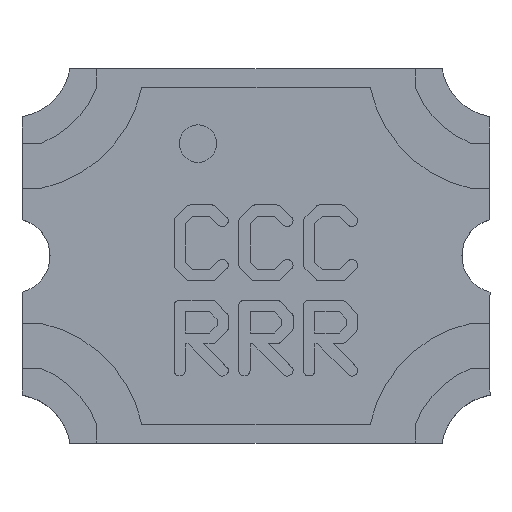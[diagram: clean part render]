
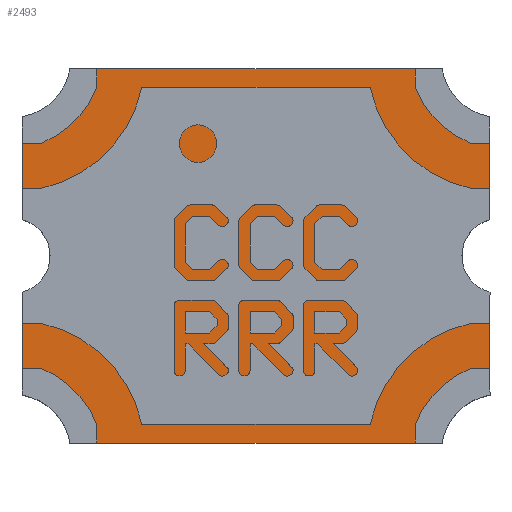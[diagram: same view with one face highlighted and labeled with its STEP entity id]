
A CAD part, top view. The second image highlights one B-rep face of the part: STEP entity #2493.
In plain terms, the highlighted planar face has unit normal (0, 0, 1).
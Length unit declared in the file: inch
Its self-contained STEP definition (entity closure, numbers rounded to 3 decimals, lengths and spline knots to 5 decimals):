
#125 = ORIENTED_EDGE ( 'NONE', *, *, #5003, .F. ) ;
#345 = LINE ( 'NONE', #1741, #3726 ) ;
#486 = AXIS2_PLACEMENT_3D ( 'NONE', #3978, #5518, #3186 ) ;
#565 = DIRECTION ( 'NONE',  ( 1., 0., 0. ) ) ;
#621 = CARTESIAN_POINT ( 'NONE',  ( 0.065, 0.0525, 0.031 ) ) ;
#727 = CARTESIAN_POINT ( 'NONE',  ( -0.0497, -0.05, 0.031 ) ) ;
#747 = EDGE_CURVE ( 'NONE', #6669, #1251, #8553, .T. ) ;
#796 = ORIENTED_EDGE ( 'NONE', *, *, #8973, .F. ) ;
#929 = VERTEX_POINT ( 'NONE', #2425 ) ;
#963 = EDGE_CURVE ( 'NONE', #6226, #4815, #2288, .T. ) ;
#987 = CARTESIAN_POINT ( 'NONE',  ( -0.0625, -0.00968, 0.031 ) ) ;
#1129 = ORIENTED_EDGE ( 'NONE', *, *, #6483, .F. ) ;
#1159 = CARTESIAN_POINT ( 'NONE',  ( 0.0625, 0.0372, 0.031 ) ) ;
#1251 = VERTEX_POINT ( 'NONE', #5603 ) ;
#1348 = PLANE ( 'NONE',  #2442 ) ;
#1356 = DIRECTION ( 'NONE',  ( 0., -1., 0. ) ) ;
#1580 = CARTESIAN_POINT ( 'NONE',  ( 0.055, 0., 0.031 ) ) ;
#1678 = ORIENTED_EDGE ( 'NONE', *, *, #8015, .F. ) ;
#1704 = CIRCLE ( 'NONE', #7528, 0.01 ) ;
#1741 = CARTESIAN_POINT ( 'NONE',  ( 0.0625, -0.0525, 0.031 ) ) ;
#1803 = ORIENTED_EDGE ( 'NONE', *, *, #6979, .F. ) ;
#1923 = CARTESIAN_POINT ( 'NONE',  ( 0.065, 0.05, 0.031 ) ) ;
#1925 = LINE ( 'NONE', #8280, #4066 ) ;
#1931 = CIRCLE ( 'NONE', #7163, 0.0155 ) ;
#2003 = ORIENTED_EDGE ( 'NONE', *, *, #747, .F. ) ;
#2007 = CARTESIAN_POINT ( 'NONE',  ( -0.065, 0., 0.031 ) ) ;
#2096 = AXIS2_PLACEMENT_3D ( 'NONE', #7864, #4176, #7816 ) ;
#2243 = CARTESIAN_POINT ( 'NONE',  ( 0.065, -0.05, 0.031 ) ) ;
#2247 = CARTESIAN_POINT ( 'NONE',  ( 0.0497, 0.05, 0.031 ) ) ;
#2278 = VERTEX_POINT ( 'NONE', #1159 ) ;
#2288 = LINE ( 'NONE', #2243, #3669 ) ;
#2348 = CARTESIAN_POINT ( 'NONE',  ( -0.0625, 0.00968, 0.031 ) ) ;
#2425 = CARTESIAN_POINT ( 'NONE',  ( -0.0625, 0.0372, 0.031 ) ) ;
#2442 = AXIS2_PLACEMENT_3D ( 'NONE', #2007, #4206, #3506 ) ;
#2493 = ADVANCED_FACE ( 'NONE', ( #4338 ), #1348, .T. ) ;
#2538 = AXIS2_PLACEMENT_3D ( 'NONE', #6234, #3388, #4688 ) ;
#2804 = CARTESIAN_POINT ( 'NONE',  ( 0.065, -0.0525, 0.031 ) ) ;
#3016 = ORIENTED_EDGE ( 'NONE', *, *, #3771, .F. ) ;
#3161 = VERTEX_POINT ( 'NONE', #9197 ) ;
#3186 = DIRECTION ( 'NONE',  ( 1., 0., 0. ) ) ;
#3291 = VECTOR ( 'NONE', #8277, 39.37008 ) ;
#3388 = DIRECTION ( 'NONE',  ( 0., 0., 1. ) ) ;
#3447 = CIRCLE ( 'NONE', #8665, 0.0155 ) ;
#3506 = DIRECTION ( 'NONE',  ( 1., 0., 0. ) ) ;
#3605 = VERTEX_POINT ( 'NONE', #5771 ) ;
#3643 = DIRECTION ( 'NONE',  ( 0., 0., 1. ) ) ;
#3669 = VECTOR ( 'NONE', #5093, 39.37008 ) ;
#3702 = LINE ( 'NONE', #5903, #3736 ) ;
#3715 = VERTEX_POINT ( 'NONE', #987 ) ;
#3726 = VECTOR ( 'NONE', #6002, 39.37008 ) ;
#3736 = VECTOR ( 'NONE', #5243, 39.37008 ) ;
#3771 = EDGE_CURVE ( 'NONE', #5896, #929, #1925, .T. ) ;
#3961 = DIRECTION ( 'NONE',  ( 1., 0., 0. ) ) ;
#3978 = CARTESIAN_POINT ( 'NONE',  ( 0.065, 0., 0.031 ) ) ;
#4027 = VERTEX_POINT ( 'NONE', #2247 ) ;
#4066 = VECTOR ( 'NONE', #7621, 39.37008 ) ;
#4176 = DIRECTION ( 'NONE',  ( 0., 0., 1. ) ) ;
#4188 = ORIENTED_EDGE ( 'NONE', *, *, #5984, .F. ) ;
#4206 = DIRECTION ( 'NONE',  ( 0., 0., 1. ) ) ;
#4338 = FACE_OUTER_BOUND ( 'NONE', #7491, .T. ) ;
#4428 = ORIENTED_EDGE ( 'NONE', *, *, #6138, .F. ) ;
#4606 = ORIENTED_EDGE ( 'NONE', *, *, #963, .F. ) ;
#4688 = DIRECTION ( 'NONE',  ( 1., 0., 0. ) ) ;
#4815 = VERTEX_POINT ( 'NONE', #727 ) ;
#5003 = EDGE_CURVE ( 'NONE', #1251, #3161, #345, .T. ) ;
#5012 = DIRECTION ( 'NONE',  ( 0., 0., 1. ) ) ;
#5093 = DIRECTION ( 'NONE',  ( -1., 0., 0. ) ) ;
#5238 = CARTESIAN_POINT ( 'NONE',  ( 0.0497, -0.05, 0.031 ) ) ;
#5243 = DIRECTION ( 'NONE',  ( 0., 1., 0. ) ) ;
#5428 = LINE ( 'NONE', #1923, #3291 ) ;
#5518 = DIRECTION ( 'NONE',  ( 0., 0., 1. ) ) ;
#5603 = CARTESIAN_POINT ( 'NONE',  ( 0.0625, -0.00968, 0.031 ) ) ;
#5621 = EDGE_CURVE ( 'NONE', #3161, #6226, #1931, .T. ) ;
#5724 = VERTEX_POINT ( 'NONE', #8112 ) ;
#5771 = CARTESIAN_POINT ( 'NONE',  ( -0.0497, 0.05, 0.031 ) ) ;
#5896 = VERTEX_POINT ( 'NONE', #2348 ) ;
#5903 = CARTESIAN_POINT ( 'NONE',  ( -0.0625, -0.0525, 0.031 ) ) ;
#5963 = CIRCLE ( 'NONE', #2538, 0.0155 ) ;
#5984 = EDGE_CURVE ( 'NONE', #929, #3605, #5963, .T. ) ;
#6002 = DIRECTION ( 'NONE',  ( 0., -1., 0. ) ) ;
#6138 = EDGE_CURVE ( 'NONE', #3715, #5896, #6713, .T. ) ;
#6226 = VERTEX_POINT ( 'NONE', #5238 ) ;
#6234 = CARTESIAN_POINT ( 'NONE',  ( -0.065, 0.0525, 0.031 ) ) ;
#6271 = ORIENTED_EDGE ( 'NONE', *, *, #6544, .F. ) ;
#6321 = DIRECTION ( 'NONE',  ( 0., 0., 1. ) ) ;
#6405 = LINE ( 'NONE', #6452, #8420 ) ;
#6452 = CARTESIAN_POINT ( 'NONE',  ( 0.0625, -0.0525, 0.031 ) ) ;
#6483 = EDGE_CURVE ( 'NONE', #3605, #4027, #5428, .T. ) ;
#6493 = DIRECTION ( 'NONE',  ( 1., 0., 0. ) ) ;
#6538 = EDGE_CURVE ( 'NONE', #4815, #8037, #6722, .T. ) ;
#6544 = EDGE_CURVE ( 'NONE', #4027, #2278, #3447, .T. ) ;
#6669 = VERTEX_POINT ( 'NONE', #1580 ) ;
#6713 = CIRCLE ( 'NONE', #2096, 0.01 ) ;
#6722 = CIRCLE ( 'NONE', #7461, 0.0155 ) ;
#6979 = EDGE_CURVE ( 'NONE', #5724, #6669, #1704, .T. ) ;
#7163 = AXIS2_PLACEMENT_3D ( 'NONE', #2804, #3643, #6493 ) ;
#7461 = AXIS2_PLACEMENT_3D ( 'NONE', #8411, #5012, #565 ) ;
#7491 = EDGE_LOOP ( 'NONE', ( #796, #8406, #4606, #7800, #125, #2003, #1803, #1678, #6271, #1129, #4188, #3016, #4428 ) ) ;
#7528 = AXIS2_PLACEMENT_3D ( 'NONE', #8349, #9051, #3961 ) ;
#7621 = DIRECTION ( 'NONE',  ( 0., 1., 0. ) ) ;
#7800 = ORIENTED_EDGE ( 'NONE', *, *, #5621, .F. ) ;
#7816 = DIRECTION ( 'NONE',  ( 1., 0., 0. ) ) ;
#7864 = CARTESIAN_POINT ( 'NONE',  ( -0.065, 0., 0.031 ) ) ;
#7937 = CARTESIAN_POINT ( 'NONE',  ( -0.0625, -0.0372, 0.031 ) ) ;
#8015 = EDGE_CURVE ( 'NONE', #2278, #5724, #6405, .T. ) ;
#8037 = VERTEX_POINT ( 'NONE', #7937 ) ;
#8112 = CARTESIAN_POINT ( 'NONE',  ( 0.0625, 0.00968, 0.031 ) ) ;
#8277 = DIRECTION ( 'NONE',  ( 1., 0., 0. ) ) ;
#8280 = CARTESIAN_POINT ( 'NONE',  ( -0.0625, -0.0525, 0.031 ) ) ;
#8349 = CARTESIAN_POINT ( 'NONE',  ( 0.065, 0., 0.031 ) ) ;
#8406 = ORIENTED_EDGE ( 'NONE', *, *, #6538, .F. ) ;
#8411 = CARTESIAN_POINT ( 'NONE',  ( -0.065, -0.0525, 0.031 ) ) ;
#8420 = VECTOR ( 'NONE', #1356, 39.37008 ) ;
#8553 = CIRCLE ( 'NONE', #486, 0.01 ) ;
#8665 = AXIS2_PLACEMENT_3D ( 'NONE', #621, #6321, #9162 ) ;
#8973 = EDGE_CURVE ( 'NONE', #8037, #3715, #3702, .T. ) ;
#9051 = DIRECTION ( 'NONE',  ( 0., 0., 1. ) ) ;
#9162 = DIRECTION ( 'NONE',  ( 1., 0., 0. ) ) ;
#9197 = CARTESIAN_POINT ( 'NONE',  ( 0.0625, -0.0372, 0.031 ) ) ;
